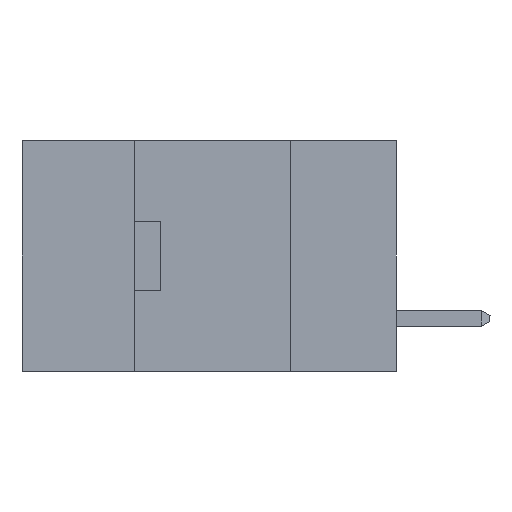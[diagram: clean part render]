
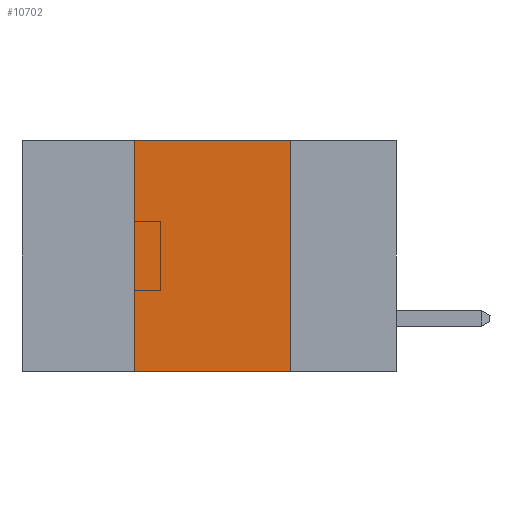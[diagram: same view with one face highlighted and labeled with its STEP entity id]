
A CAD part, left-side view. The second image highlights one B-rep face of the part: STEP entity #10702.
In plain terms, the highlighted planar face has unit normal (-1, 0, 0).
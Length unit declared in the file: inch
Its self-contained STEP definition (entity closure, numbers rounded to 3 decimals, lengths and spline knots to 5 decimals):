
#114 = CARTESIAN_POINT ( 'NONE',  ( 0., 0.42, -0.37 ) ) ;
#414 = CARTESIAN_POINT ( 'NONE',  ( 0., 0.17, 0. ) ) ;
#1039 = CARTESIAN_POINT ( 'NONE',  ( 0., 0.17, -0.37 ) ) ;
#1427 = VECTOR ( 'NONE', #3254, 39.37008 ) ;
#1640 = DIRECTION ( 'NONE',  ( 0., -1., 0. ) ) ;
#1881 = EDGE_LOOP ( 'NONE', ( #12974, #24770, #14320, #17701 ) ) ;
#3254 = DIRECTION ( 'NONE',  ( 0., 0., -1. ) ) ;
#3496 = LINE ( 'NONE', #1039, #1427 ) ;
#5109 = LINE ( 'NONE', #8098, #10122 ) ;
#7804 = DIRECTION ( 'NONE',  ( 1., 0., 0. ) ) ;
#8098 = CARTESIAN_POINT ( 'NONE',  ( 0., 0.6, -0.37 ) ) ;
#9426 = VERTEX_POINT ( 'NONE', #114 ) ;
#9528 = VERTEX_POINT ( 'NONE', #414 ) ;
#10122 = VECTOR ( 'NONE', #22982, 39.37008 ) ;
#10702 = ADVANCED_FACE ( 'NONE', ( #16770 ), #14246, .F. ) ;
#11199 = EDGE_CURVE ( 'NONE', #9426, #13238, #25794, .T. ) ;
#11978 = CARTESIAN_POINT ( 'NONE',  ( 0., 0.42, -0.37 ) ) ;
#12016 = CARTESIAN_POINT ( 'NONE',  ( 0., 0.42, 0. ) ) ;
#12974 = ORIENTED_EDGE ( 'NONE', *, *, #13194, .F. ) ;
#13194 = EDGE_CURVE ( 'NONE', #9528, #23643, #3496, .T. ) ;
#13238 = VERTEX_POINT ( 'NONE', #12016 ) ;
#14127 = DIRECTION ( 'NONE',  ( 0., 0., 1. ) ) ;
#14246 = PLANE ( 'NONE',  #21374 ) ;
#14320 = ORIENTED_EDGE ( 'NONE', *, *, #11199, .F. ) ;
#15288 = EDGE_CURVE ( 'NONE', #9426, #23643, #5109, .T. ) ;
#15970 = VECTOR ( 'NONE', #1640, 39.37008 ) ;
#16770 = FACE_OUTER_BOUND ( 'NONE', #1881, .T. ) ;
#17701 = ORIENTED_EDGE ( 'NONE', *, *, #15288, .T. ) ;
#18531 = CARTESIAN_POINT ( 'NONE',  ( 0., 0.6, 0. ) ) ;
#19659 = CARTESIAN_POINT ( 'NONE',  ( 0., 0.17, -0.37 ) ) ;
#19727 = VECTOR ( 'NONE', #14127, 39.37008 ) ;
#21374 = AXIS2_PLACEMENT_3D ( 'NONE', #18531, #7804, #22717 ) ;
#21592 = LINE ( 'NONE', #27009, #15970 ) ;
#22717 = DIRECTION ( 'NONE',  ( 0., 0., -1. ) ) ;
#22840 = EDGE_CURVE ( 'NONE', #13238, #9528, #21592, .T. ) ;
#22982 = DIRECTION ( 'NONE',  ( 0., -1., 0. ) ) ;
#23643 = VERTEX_POINT ( 'NONE', #19659 ) ;
#24770 = ORIENTED_EDGE ( 'NONE', *, *, #22840, .F. ) ;
#25794 = LINE ( 'NONE', #11978, #19727 ) ;
#27009 = CARTESIAN_POINT ( 'NONE',  ( 0., 0.6, 0. ) ) ;
